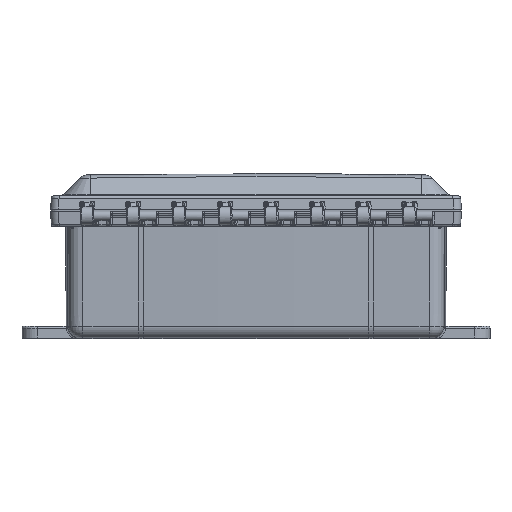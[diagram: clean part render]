
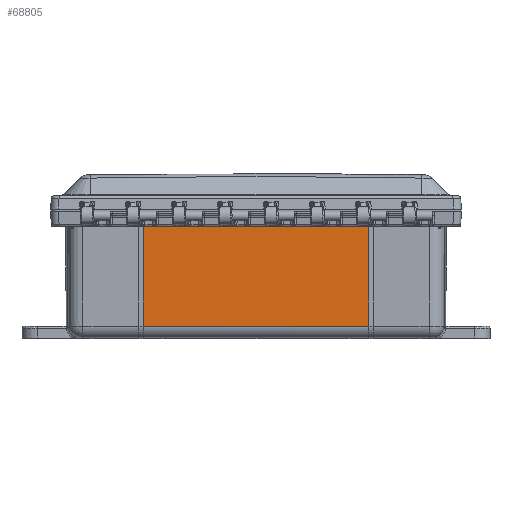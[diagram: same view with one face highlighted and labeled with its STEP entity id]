
A CAD part, top view. The second image highlights one B-rep face of the part: STEP entity #68805.
In plain terms, the highlighted conical face has half-angle 0.25 degrees and reference radius 2858.07 mm.
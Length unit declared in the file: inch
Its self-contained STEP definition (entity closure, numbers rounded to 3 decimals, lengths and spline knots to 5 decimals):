
#2500 = ORIENTED_EDGE ( 'NONE', *, *, #99229, .F. ) ;
#7718 = CARTESIAN_POINT ( 'NONE',  ( 0., -3.7517, -107.32875 ) ) ;
#9099 = CARTESIAN_POINT ( 'NONE',  ( -3.66936, -0.20472, 5.14177 ) ) ;
#15784 = EDGE_CURVE ( 'NONE', #137619, #27669, #70263, .T. ) ;
#16842 = EDGE_LOOP ( 'NONE', ( #2500, #53030, #95172, #49291 ) ) ;
#19129 = LINE ( 'NONE', #86227, #181412 ) ;
#19461 = CIRCLE ( 'NONE', #107189, 112.53036 ) ;
#19920 = CARTESIAN_POINT ( 'NONE',  ( 0., -0.20472, -107.32875 ) ) ;
#23145 = DIRECTION ( 'NONE',  ( 0., -1., 0. ) ) ;
#27669 = VERTEX_POINT ( 'NONE', #74912 ) ;
#34659 = VERTEX_POINT ( 'NONE', #159024 ) ;
#49291 = ORIENTED_EDGE ( 'NONE', *, *, #15784, .T. ) ;
#53030 = ORIENTED_EDGE ( 'NONE', *, *, #135426, .F. ) ;
#68805 = ADVANCED_FACE ( 'NONE', ( #93395 ), #174876, .T. ) ;
#70263 = LINE ( 'NONE', #139417, #129866 ) ;
#74912 = CARTESIAN_POINT ( 'NONE',  ( -3.66885, -3.7517, 5.1263 ) ) ;
#86054 = EDGE_CURVE ( 'NONE', #138488, #137619, #19461, .T. ) ;
#86227 = CARTESIAN_POINT ( 'NONE',  ( 3.66936, -0.20472, 5.14177 ) ) ;
#93395 = FACE_OUTER_BOUND ( 'NONE', #16842, .T. ) ;
#95172 = ORIENTED_EDGE ( 'NONE', *, *, #86054, .T. ) ;
#97701 = AXIS2_PLACEMENT_3D ( 'NONE', #133697, #216195, #212142 ) ;
#99229 = EDGE_CURVE ( 'NONE', #34659, #27669, #180975, .T. ) ;
#103577 = CARTESIAN_POINT ( 'NONE',  ( 3.66936, -0.20472, 5.14177 ) ) ;
#107189 = AXIS2_PLACEMENT_3D ( 'NONE', #19920, #23145, #121077 ) ;
#107511 = DIRECTION ( 'NONE',  ( 0., -1., -0.004 ) ) ;
#108910 = DIRECTION ( 'NONE',  ( 0.033, 0., 0.999 ) ) ;
#121077 = DIRECTION ( 'NONE',  ( 0.033, 0., 0.999 ) ) ;
#129866 = VECTOR ( 'NONE', #107511, 39.37008 ) ;
#131846 = AXIS2_PLACEMENT_3D ( 'NONE', #7718, #141860, #108910 ) ;
#133697 = CARTESIAN_POINT ( 'NONE',  ( 0., -1.97821, -107.32875 ) ) ;
#135426 = EDGE_CURVE ( 'NONE', #138488, #34659, #19129, .T. ) ;
#137619 = VERTEX_POINT ( 'NONE', #9099 ) ;
#138488 = VERTEX_POINT ( 'NONE', #103577 ) ;
#139417 = CARTESIAN_POINT ( 'NONE',  ( -3.66936, -0.20472, 5.14177 ) ) ;
#141860 = DIRECTION ( 'NONE',  ( 0., -1., 0. ) ) ;
#159024 = CARTESIAN_POINT ( 'NONE',  ( 3.66885, -3.7517, 5.1263 ) ) ;
#174876 = CONICAL_SURFACE ( 'NONE', #97701, 112.52262, 0.004 ) ;
#180975 = CIRCLE ( 'NONE', #131846, 112.51488 ) ;
#181412 = VECTOR ( 'NONE', #206014, 39.37008 ) ;
#206014 = DIRECTION ( 'NONE',  ( 0., -1., -0.004 ) ) ;
#212142 = DIRECTION ( 'NONE',  ( 1., 0., 0. ) ) ;
#216195 = DIRECTION ( 'NONE',  ( 0., 1., 0. ) ) ;
